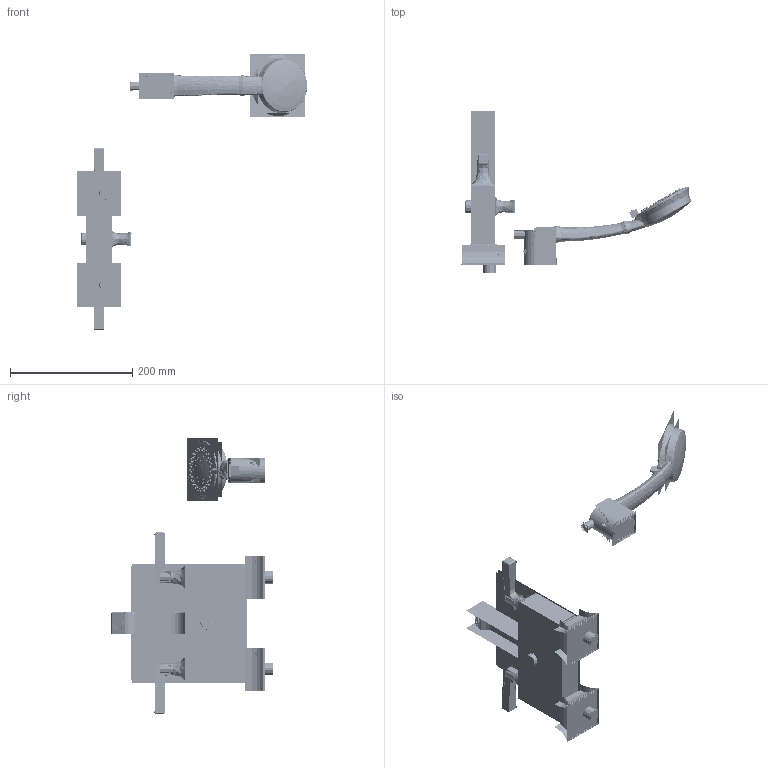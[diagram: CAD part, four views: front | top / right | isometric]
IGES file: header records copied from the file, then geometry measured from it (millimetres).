
Start section:  PTC IGES file: FFAS1611-601500BC0.igs
Global section: file name: FFAS1611-601500BC0.igs; native system: Creo Parametric by PTC Inc.; preprocessor: 2019224; author: 10114231; organization: Unknown; date: 20210311.160527; units: millimetre
Bounding box: 376.72 x 265.75 x 451.76 mm (x, y, z)
Surface area: 10212955 mm2 (no closed solid volume)
Topology: 0 solids, 0 shells, 16868 faces, 199609 edges, 234498 vertices
Faces by surface type: revolution 8694, bspline 8067, extrusion 107
